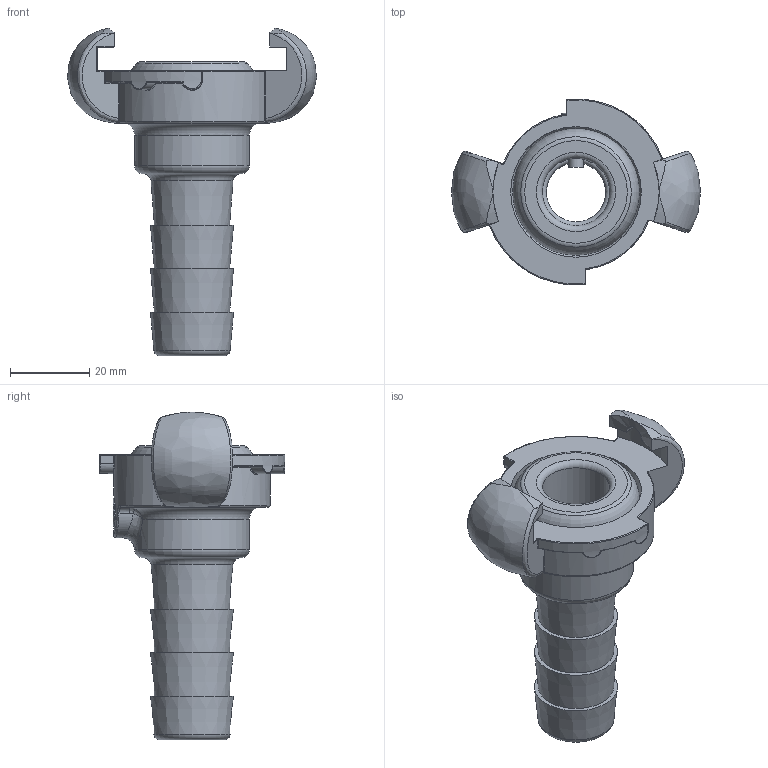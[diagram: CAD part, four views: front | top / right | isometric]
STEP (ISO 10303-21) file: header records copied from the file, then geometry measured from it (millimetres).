
FILE_DESCRIPTION(/* description */ ('KLAUEN-KUPPLUNG'),/* implementation_level */ '2;1');
FILE_NAME(/* name */ 'skm_19.stp',/* time_stamp */ '2020-04-07T10:35:56+02:00',/* author */ ('meier'),/* organization */ (''),/* preprocessor_version */ 'ST-DEVELOPER v17',/* originating_system */ 'Autodesk Inventor 2018',/* authorisation */ '');
FILE_SCHEMA (('AUTOMOTIVE_DESIGN { 1 0 10303 214 3 1 1 }'));
Length unit declared in the file: millimetre
Products named in the file (5): ENG-004401; SKM 19-F; 20050330B0000000-00; 20050330B0000013-00; SCHRAUBE 21
Assembly tree (4 placements, depth 2):
  ENG-004401
    SKM 19-F
    20050330B0000000-00
    20050330B0000013-00
    SCHRAUBE 21
Bounding box: 62.98 x 46.99 x 82.74 mm (x, y, z)
Volume: 28913 mm3; surface area: 21046.4 mm2
Topology: 4 solids, 4 shells, 222 faces, 586 edges, 372 vertices
Faces by surface type: cylinder 77, plane 46, bspline 41, torus 38, sphere 11, cone 9
Full cylindrical faces by diameter (mm): 3.7 x1, 4 x1, 4.134 x1, 4.456 x1, 8.5 x1, 15 x1, 17 x1, 18.5 x1, 20.5 x1, 23 x1, 28 x1, 33 x1
Entity records: 10671 total; most frequent: CARTESIAN_POINT 5095, ORIENTED_EDGE 1154, DIRECTION 1042, EDGE_CURVE 577, AXIS2_PLACEMENT_3D 449, VERTEX_POINT 372, CIRCLE 255, EDGE_LOOP 241
